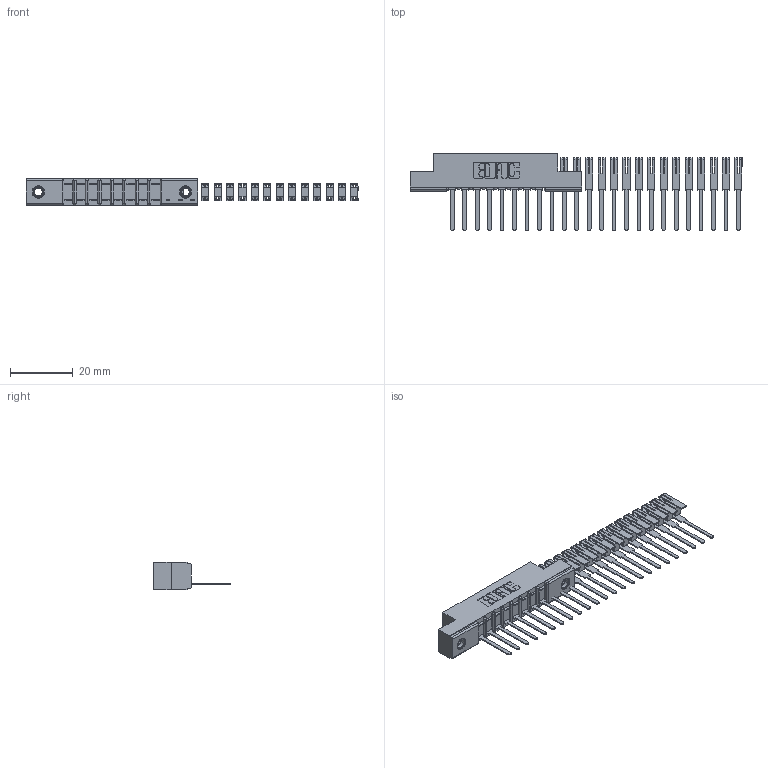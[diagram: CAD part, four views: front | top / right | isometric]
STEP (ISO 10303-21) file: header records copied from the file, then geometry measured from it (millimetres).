
FILE_DESCRIPTION (( 'STEP AP203' ), '1' );
FILE_NAME ('357-024-541-107.STEP', '2018-08-09T00:34:35', ( '' ), ( '' ), 'SwSTEP 2.0', 'SolidWorks 2016', '' );
FILE_SCHEMA (( 'CONFIG_CONTROL_DESIGN' ));
Length unit declared in the file: inch
Products named in the file (4): 307 Part_.156 Dia Mounting Holes; 307-290-002_541; 345-250-001_345-250-005-103; 357-024-541-107
Assembly tree (27 placements, depth 2):
  357-024-541-107
    307 Part_.156 Dia Mounting Holes
    307-290-002_541  x24
    345-250-001_345-250-005-103  x2
Bounding box: 105.75 x 24.59 x 8.71 mm (x, y, z)
Volume: 4121.8 mm3; surface area: 9861.2 mm2
Topology: 27 solids, 27 shells, 1643 faces, 5003 edges, 3302 vertices
Faces by surface type: plane 990, cylinder 619, sphere 18, cone 12, torus 4
Entity records: 13465 total; most frequent: CARTESIAN_POINT 2175, DIRECTION 2155, ORIENTED_EDGE 2142, EDGE_CURVE 1071, VECTOR 803, LINE 803, VERTEX_POINT 696, AXIS2_PLACEMENT_3D 676
